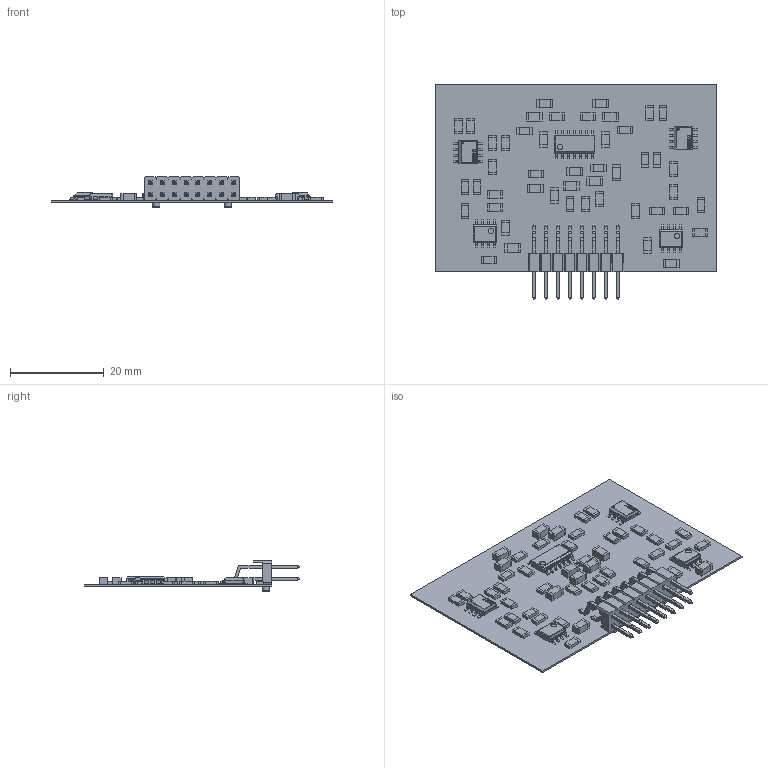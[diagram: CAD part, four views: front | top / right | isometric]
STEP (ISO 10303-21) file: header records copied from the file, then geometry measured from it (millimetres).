
FILE_DESCRIPTION(('Open CASCADE Model'),'2;1');
FILE_NAME('Open CASCADE Shape Model','2024-03-21T15:57:24',('Author'),( 'Open CASCADE'),'Open CASCADE STEP processor 6.8','Open CASCADE 6.8' ,'Unknown');
FILE_SCHEMA(('AUTOMOTIVE_DESIGN { 1 0 10303 214 1 1 1 1 }'));
Length unit declared in the file: millimetre
Products named in the file (93): PCB; Board; Open CASCADE STEP translator 6.8 1.1.1; U3; SOIC-8akaD0008AakaM08A; M08A_ASM_82_ASM; BODY_M08A_35; LEAD_M08A_57; TIEBAR_M08A_2_ASM; MANIFOLD_SOLID_BREP_2784; MANIFOLD_SOLID_BREP_2935; MANIFOLD_SOLID_BREP_3086; MANIFOLD_SOLID_BREP_3237; U1; SOIC-14akaD0014AakaM14A; M14A_ASM_33_ASM; BODY_M14A_20; LEAD_M14A_46; U2; R36; 6355940688; Extruded; 6355940528; R35; 6355941568; 6355941408; R34; R33; R32; R31; R30; R29; R28; R27; R26; R25; R24; R21; R22; R23 ...
Assembly tree (261 placements, depth 6):
  PCB
    Board
      Open CASCADE STEP translator 6.8 1.1.1
    U3
      SOIC-8akaD0008AakaM08A
        M08A_ASM_82_ASM
          BODY_M08A_35
          LEAD_M08A_57  x8
          TIEBAR_M08A_2_ASM
            MANIFOLD_SOLID_BREP_2784
            MANIFOLD_SOLID_BREP_2935
            MANIFOLD_SOLID_BREP_3086
            MANIFOLD_SOLID_BREP_3237
    U1
      SOIC-14akaD0014AakaM14A
        M14A_ASM_33_ASM
          BODY_M14A_20
          LEAD_M14A_46  x14
    U2
      SOIC-8akaD0008AakaM08A
        M08A_ASM_82_ASM
          BODY_M08A_35
          LEAD_M08A_57  x8
          TIEBAR_M08A_2_ASM
            MANIFOLD_SOLID_BREP_2784
            MANIFOLD_SOLID_BREP_2935
            MANIFOLD_SOLID_BREP_3086
            MANIFOLD_SOLID_BREP_3237
    R36
      6355940688
        Extruded
      6355940528  x2
        Extruded
    R35
      6355941568
        Extruded
      6355941408  x2
        Extruded
    R34
      6355941568
        Extruded
      6355941408  x2
        Extruded
    R33
      6355940688
        Extruded
      6355940528  x2
        Extruded
    R32
      6355940688
        Extruded
      6355940528  x2
        Extruded
    R31
      6355940688
        Extruded
      6355940528  x2
        Extruded
    R30
      6355940688
Bounding box: 60 x 46 x 6.48 mm (x, y, z)
Volume: 1700.2 mm3; surface area: 7712.6 mm2
Topology: 246 solids, 246 shells, 2877 faces, 6624 edges, 4244 vertices
Faces by surface type: plane 2380, cylinder 373, bspline 70, sphere 50, torus 2, cone 2
Full cylindrical faces by diameter (mm): 1.58 x2, 1.8 x2
Entity records: 31428 total; most frequent: CARTESIAN_POINT 5314, DIRECTION 4547, ORIENTED_EDGE 4304, EDGE_CURVE 2152, LINE 1797, VECTOR 1797, AXIS2_PLACEMENT_3D 1375, VERTEX_POINT 1344
